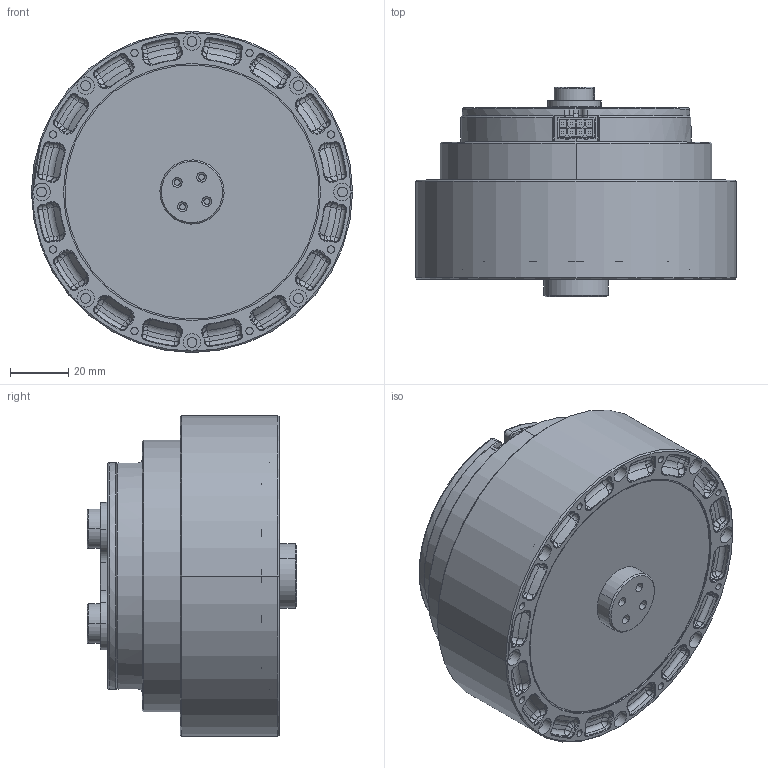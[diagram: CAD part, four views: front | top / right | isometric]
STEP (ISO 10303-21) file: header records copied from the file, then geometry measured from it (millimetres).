
FILE_DESCRIPTION (( 'STEP AP214' ), '1' );
FILE_NAME ('QDD-8108-24-俴陎硒俴ん.STEP', '2019-04-04T05:35:52', ( 'Windows 蚚誧' ), ( '' ), 'SwSTEP 2.0', 'SolidWorks 2018', '' );
FILE_SCHEMA (( 'AUTOMOTIVE_DESIGN' ));
Length unit declared in the file: millimetre
Products named in the file (1): QDD-8108-24-俴陎硒俴ん
Bounding box: 110 x 71.82 x 110 mm (x, y, z)
Volume: 444371 mm3; surface area: 71469 mm2
Topology: 2 solids, 21 shells, 1837 faces, 4620 edges, 2858 vertices
Faces by surface type: plane 714, cylinder 480, torus 254, bspline 194, cone 155, sphere 40
Entity records: 72797 total; most frequent: CARTESIAN_POINT 15460, DIRECTION 9287, ORIENTED_EDGE 9160, EDGE_CURVE 4580, AXIS2_PLACEMENT_3D 3537, VERTEX_POINT 2842, VECTOR 2213, LINE 2213
